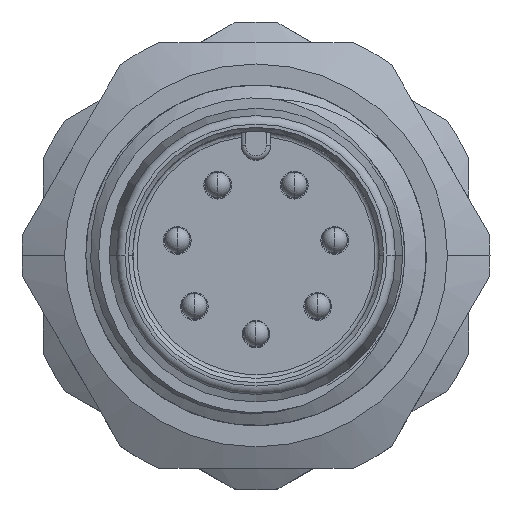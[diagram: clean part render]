
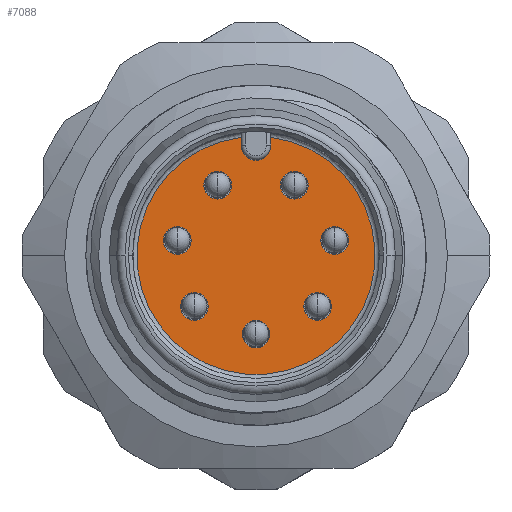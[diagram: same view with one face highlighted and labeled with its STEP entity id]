
A CAD part, top view. The second image highlights one B-rep face of the part: STEP entity #7088.
In plain terms, the highlighted planar face has unit normal (0, 0, 1).
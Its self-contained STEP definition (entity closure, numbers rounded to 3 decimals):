
#4967=CARTESIAN_POINT('',(0.,-1.85,7.));
#4968=DIRECTION('',(0.,0.,1.));
#4969=DIRECTION('',(-1.,0.,0.));
#4970=AXIS2_PLACEMENT_3D('',#4967,#4968,#4969);
#4972=CARTESIAN_POINT('',(0.,-1.85,7.));
#4973=DIRECTION('',(0.,0.,1.));
#4974=DIRECTION('',(1.,0.,0.));
#4975=AXIS2_PLACEMENT_3D('',#4972,#4973,#4974);
#4977=CARTESIAN_POINT('',(-1.45,-1.2,7.));
#4978=DIRECTION('',(0.,0.,1.));
#4979=DIRECTION('',(-1.,0.,0.));
#4980=AXIS2_PLACEMENT_3D('',#4977,#4978,#4979);
#4982=CARTESIAN_POINT('',(-1.45,-1.2,7.));
#4983=DIRECTION('',(0.,0.,1.));
#4984=DIRECTION('',(1.,0.,0.));
#4985=AXIS2_PLACEMENT_3D('',#4982,#4983,#4984);
#4987=CARTESIAN_POINT('',(-1.85,0.35,7.));
#4988=DIRECTION('',(0.,0.,1.));
#4989=DIRECTION('',(-1.,0.,0.));
#4990=AXIS2_PLACEMENT_3D('',#4987,#4988,#4989);
#4992=CARTESIAN_POINT('',(-1.85,0.35,7.));
#4993=DIRECTION('',(0.,0.,1.));
#4994=DIRECTION('',(1.,0.,0.));
#4995=AXIS2_PLACEMENT_3D('',#4992,#4993,#4994);
#4997=CARTESIAN_POINT('',(1.45,-1.2,7.));
#4998=DIRECTION('',(0.,0.,1.));
#4999=DIRECTION('',(-1.,0.,0.));
#5000=AXIS2_PLACEMENT_3D('',#4997,#4998,#4999);
#5002=CARTESIAN_POINT('',(1.45,-1.2,7.));
#5003=DIRECTION('',(0.,0.,1.));
#5004=DIRECTION('',(1.,0.,0.));
#5005=AXIS2_PLACEMENT_3D('',#5002,#5003,#5004);
#5007=CARTESIAN_POINT('',(1.85,0.35,7.));
#5008=DIRECTION('',(0.,0.,1.));
#5009=DIRECTION('',(-1.,0.,0.));
#5010=AXIS2_PLACEMENT_3D('',#5007,#5008,#5009);
#5012=CARTESIAN_POINT('',(1.85,0.35,7.));
#5013=DIRECTION('',(0.,0.,1.));
#5014=DIRECTION('',(1.,0.,0.));
#5015=AXIS2_PLACEMENT_3D('',#5012,#5013,#5014);
#5017=CARTESIAN_POINT('',(0.9,1.65,7.));
#5018=DIRECTION('',(0.,0.,1.));
#5019=DIRECTION('',(-1.,0.,0.));
#5020=AXIS2_PLACEMENT_3D('',#5017,#5018,#5019);
#5022=CARTESIAN_POINT('',(0.9,1.65,7.));
#5023=DIRECTION('',(0.,0.,1.));
#5024=DIRECTION('',(1.,0.,0.));
#5025=AXIS2_PLACEMENT_3D('',#5022,#5023,#5024);
#5027=CARTESIAN_POINT('',(-0.9,1.65,7.));
#5028=DIRECTION('',(0.,0.,1.));
#5029=DIRECTION('',(-1.,0.,0.));
#5030=AXIS2_PLACEMENT_3D('',#5027,#5028,#5029);
#5032=CARTESIAN_POINT('',(-0.9,1.65,7.));
#5033=DIRECTION('',(0.,0.,1.));
#5034=DIRECTION('',(1.,0.,0.));
#5035=AXIS2_PLACEMENT_3D('',#5032,#5033,#5034);
#5037=DIRECTION('',(0.,-1.,0.));
#5038=VECTOR('',#5037,0.192);
#5039=CARTESIAN_POINT('',(-0.35,2.778,7.));
#5040=LINE('',#5039,#5038);
#5041=CARTESIAN_POINT('',(0.,2.586,7.));
#5042=DIRECTION('',(0.,0.,1.));
#5043=DIRECTION('',(-1.,0.,0.));
#5044=AXIS2_PLACEMENT_3D('',#5041,#5042,#5043);
#5046=DIRECTION('',(0.,1.,0.));
#5047=VECTOR('',#5046,0.192);
#5048=CARTESIAN_POINT('',(0.35,2.586,7.));
#5049=LINE('',#5048,#5047);
#5158=CARTESIAN_POINT('',(0.,0.,7.));
#5159=DIRECTION('',(0.,0.,1.));
#5160=DIRECTION('',(-0.125,0.992,0.));
#5161=AXIS2_PLACEMENT_3D('',#5158,#5159,#5160);
#5172=CARTESIAN_POINT('',(0.35,2.778,7.));
#5237=CARTESIAN_POINT('',(-0.35,2.778,7.));
#6175=CARTESIAN_POINT('',(-0.35,2.586,7.));
#6176=CARTESIAN_POINT('',(0.35,2.586,7.));
#6177=VERTEX_POINT('',#6175);
#6178=VERTEX_POINT('',#6176);
#6179=CARTESIAN_POINT('',(-0.325,-1.85,7.));
#6180=CARTESIAN_POINT('',(0.325,-1.85,7.));
#6181=VERTEX_POINT('',#6179);
#6182=VERTEX_POINT('',#6180);
#6183=CARTESIAN_POINT('',(-1.775,-1.2,7.));
#6184=CARTESIAN_POINT('',(-1.125,-1.2,7.));
#6185=VERTEX_POINT('',#6183);
#6186=VERTEX_POINT('',#6184);
#6187=CARTESIAN_POINT('',(-2.175,0.35,7.));
#6188=CARTESIAN_POINT('',(-1.525,0.35,7.));
#6189=VERTEX_POINT('',#6187);
#6190=VERTEX_POINT('',#6188);
#6191=CARTESIAN_POINT('',(1.125,-1.2,7.));
#6192=CARTESIAN_POINT('',(1.775,-1.2,7.));
#6193=VERTEX_POINT('',#6191);
#6194=VERTEX_POINT('',#6192);
#6195=CARTESIAN_POINT('',(1.525,0.35,7.));
#6196=CARTESIAN_POINT('',(2.175,0.35,7.));
#6197=VERTEX_POINT('',#6195);
#6198=VERTEX_POINT('',#6196);
#6199=CARTESIAN_POINT('',(0.575,1.65,7.));
#6200=CARTESIAN_POINT('',(1.225,1.65,7.));
#6201=VERTEX_POINT('',#6199);
#6202=VERTEX_POINT('',#6200);
#6203=CARTESIAN_POINT('',(-1.225,1.65,7.));
#6204=CARTESIAN_POINT('',(-0.575,1.65,7.));
#6205=VERTEX_POINT('',#6203);
#6206=VERTEX_POINT('',#6204);
#6207=VERTEX_POINT('',#5172);
#6210=VERTEX_POINT('',#5237);
#7033=CARTESIAN_POINT('',(0.,0.,7.));
#7034=DIRECTION('',(0.,0.,1.));
#7035=DIRECTION('',(-1.,0.,0.));
#7036=AXIS2_PLACEMENT_3D('',#7033,#7034,#7035);
#7037=PLANE('',#7036);
#7039=ORIENTED_EDGE('',*,*,#7038,.F.);
#7041=ORIENTED_EDGE('',*,*,#7040,.T.);
#7043=ORIENTED_EDGE('',*,*,#7042,.T.);
#7045=ORIENTED_EDGE('',*,*,#7044,.T.);
#7046=EDGE_LOOP('',(#7039,#7041,#7043,#7045));
#7047=FACE_OUTER_BOUND('',#7046,.F.);
#7049=ORIENTED_EDGE('',*,*,#7048,.T.);
#7051=ORIENTED_EDGE('',*,*,#7050,.T.);
#7052=EDGE_LOOP('',(#7049,#7051));
#7053=FACE_BOUND('',#7052,.F.);
#7055=ORIENTED_EDGE('',*,*,#7054,.T.);
#7057=ORIENTED_EDGE('',*,*,#7056,.T.);
#7058=EDGE_LOOP('',(#7055,#7057));
#7059=FACE_BOUND('',#7058,.F.);
#7061=ORIENTED_EDGE('',*,*,#7060,.T.);
#7063=ORIENTED_EDGE('',*,*,#7062,.T.);
#7064=EDGE_LOOP('',(#7061,#7063));
#7065=FACE_BOUND('',#7064,.F.);
#7067=ORIENTED_EDGE('',*,*,#7066,.T.);
#7069=ORIENTED_EDGE('',*,*,#7068,.T.);
#7070=EDGE_LOOP('',(#7067,#7069));
#7071=FACE_BOUND('',#7070,.F.);
#7073=ORIENTED_EDGE('',*,*,#7072,.T.);
#7075=ORIENTED_EDGE('',*,*,#7074,.T.);
#7076=EDGE_LOOP('',(#7073,#7075));
#7077=FACE_BOUND('',#7076,.F.);
#7079=ORIENTED_EDGE('',*,*,#7078,.T.);
#7081=ORIENTED_EDGE('',*,*,#7080,.T.);
#7082=EDGE_LOOP('',(#7079,#7081));
#7083=FACE_BOUND('',#7082,.F.);
#7084=ORIENTED_EDGE('',*,*,#7013,.T.);
#7085=ORIENTED_EDGE('',*,*,#7027,.T.);
#7086=EDGE_LOOP('',(#7084,#7085));
#7087=FACE_BOUND('',#7086,.F.);
#4971=CIRCLE('',#4970,0.325);
#4976=CIRCLE('',#4975,0.325);
#4981=CIRCLE('',#4980,0.325);
#4986=CIRCLE('',#4985,0.325);
#4991=CIRCLE('',#4990,0.325);
#4996=CIRCLE('',#4995,0.325);
#5001=CIRCLE('',#5000,0.325);
#5006=CIRCLE('',#5005,0.325);
#5011=CIRCLE('',#5010,0.325);
#5016=CIRCLE('',#5015,0.325);
#5021=CIRCLE('',#5020,0.325);
#5026=CIRCLE('',#5025,0.325);
#5031=CIRCLE('',#5030,0.325);
#5036=CIRCLE('',#5035,0.325);
#5045=CIRCLE('',#5044,0.35);
#5162=CIRCLE('',#5161,2.8);
#7013=EDGE_CURVE('',#6181,#6182,#4971,.T.);
#7027=EDGE_CURVE('',#6182,#6181,#4976,.T.);
#7038=EDGE_CURVE('',#6210,#6207,#5162,.T.);
#7040=EDGE_CURVE('',#6210,#6177,#5040,.T.);
#7042=EDGE_CURVE('',#6177,#6178,#5045,.T.);
#7044=EDGE_CURVE('',#6178,#6207,#5049,.T.);
#7048=EDGE_CURVE('',#6185,#6186,#4981,.T.);
#7050=EDGE_CURVE('',#6186,#6185,#4986,.T.);
#7054=EDGE_CURVE('',#6189,#6190,#4991,.T.);
#7056=EDGE_CURVE('',#6190,#6189,#4996,.T.);
#7060=EDGE_CURVE('',#6193,#6194,#5001,.T.);
#7062=EDGE_CURVE('',#6194,#6193,#5006,.T.);
#7066=EDGE_CURVE('',#6197,#6198,#5011,.T.);
#7068=EDGE_CURVE('',#6198,#6197,#5016,.T.);
#7072=EDGE_CURVE('',#6201,#6202,#5021,.T.);
#7074=EDGE_CURVE('',#6202,#6201,#5026,.T.);
#7078=EDGE_CURVE('',#6205,#6206,#5031,.T.);
#7080=EDGE_CURVE('',#6206,#6205,#5036,.T.);
#7088=ADVANCED_FACE('',(#7047,#7053,#7059,#7065,#7071,#7077,#7083,#7087),#7037,
.T.);
